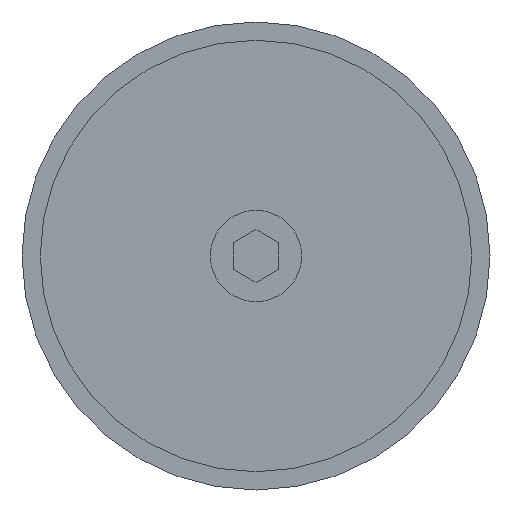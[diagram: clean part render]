
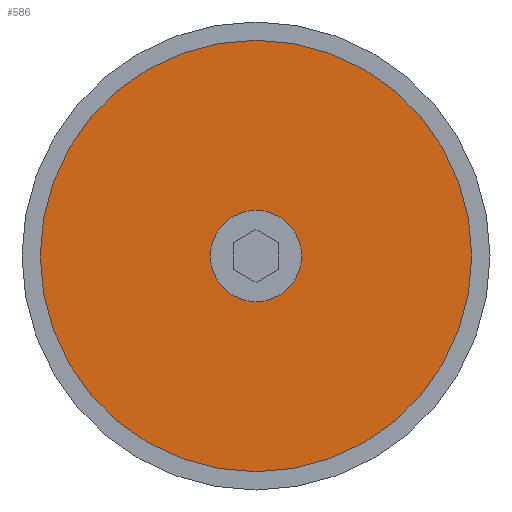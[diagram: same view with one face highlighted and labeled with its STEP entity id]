
A CAD part, front view. The second image highlights one B-rep face of the part: STEP entity #586.
In plain terms, the highlighted planar face has unit normal (0, -1, 0).
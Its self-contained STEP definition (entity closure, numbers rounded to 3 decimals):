
#63 = EDGE_CURVE ( 'NONE', #429, #436, #813, .T. ) ;
#69 = EDGE_CURVE ( 'NONE', #433, #432, #817, .T. ) ;
#224 = DIRECTION ( 'NONE',  ( 0., 0., -1. ) ) ;
#335 = FACE_BOUND ( 'NONE', #445, .T. ) ;
#429 = VERTEX_POINT ( 'NONE', #727 ) ;
#432 = VERTEX_POINT ( 'NONE', #730 ) ;
#433 = VERTEX_POINT ( 'NONE', #731 ) ;
#436 = VERTEX_POINT ( 'NONE', #734 ) ;
#445 = EDGE_LOOP ( 'NONE', ( #611, #607 ) ) ;
#455 = EDGE_LOOP ( 'NONE', ( #595, #623 ) ) ;
#585 = EDGE_CURVE ( 'NONE', #436, #429, #823, .T. ) ;
#586 = ADVANCED_FACE ( 'NONE', ( #903, #335 ), #773, .T. ) ;
#595 = ORIENTED_EDGE ( 'NONE', *, *, #69, .T. ) ;
#607 = ORIENTED_EDGE ( 'NONE', *, *, #585, .F. ) ;
#611 = ORIENTED_EDGE ( 'NONE', *, *, #63, .F. ) ;
#623 = ORIENTED_EDGE ( 'NONE', *, *, #858, .T. ) ;
#699 = CARTESIAN_POINT ( 'NONE',  ( 0., -31., 0. ) ) ;
#700 = DIRECTION ( 'NONE',  ( 0., -1., 0. ) ) ;
#701 = DIRECTION ( 'NONE',  ( 0., 0., -1. ) ) ;
#714 = CARTESIAN_POINT ( 'NONE',  ( 0., -31., 0. ) ) ;
#718 = DIRECTION ( 'NONE',  ( 0., -1., 0. ) ) ;
#719 = DIRECTION ( 'NONE',  ( 0., 0., -1. ) ) ;
#727 = CARTESIAN_POINT ( 'NONE',  ( 0., -31., 4. ) ) ;
#730 = CARTESIAN_POINT ( 'NONE',  ( 0., -31., -18.9 ) ) ;
#731 = CARTESIAN_POINT ( 'NONE',  ( 0., -31., 18.9 ) ) ;
#734 = CARTESIAN_POINT ( 'NONE',  ( 0., -31., -4. ) ) ;
#767 = CARTESIAN_POINT ( 'NONE',  ( 0., -31., 0. ) ) ;
#771 = DIRECTION ( 'NONE',  ( 0., -1., 0. ) ) ;
#772 = DIRECTION ( 'NONE',  ( 0., 0., -1. ) ) ;
#773 = PLANE ( 'NONE',  #901 ) ;
#774 = CARTESIAN_POINT ( 'NONE',  ( 0., -31., 0. ) ) ;
#775 = DIRECTION ( 'NONE',  ( 0., -1., 0. ) ) ;
#776 = DIRECTION ( 'NONE',  ( 0., 0., -1. ) ) ;
#795 = CARTESIAN_POINT ( 'NONE',  ( 0., -31., 0. ) ) ;
#799 = DIRECTION ( 'NONE',  ( 0., -1., 0. ) ) ;
#813 = CIRCLE ( 'NONE', #889, 4. ) ;
#817 = CIRCLE ( 'NONE', #895, 18.9 ) ;
#823 = CIRCLE ( 'NONE', #893, 4. ) ;
#825 = CIRCLE ( 'NONE', #860, 18.9 ) ;
#858 = EDGE_CURVE ( 'NONE', #432, #433, #825, .T. ) ;
#860 = AXIS2_PLACEMENT_3D ( 'NONE', #795, #799, #224 ) ;
#889 = AXIS2_PLACEMENT_3D ( 'NONE', #699, #700, #701 ) ;
#893 = AXIS2_PLACEMENT_3D ( 'NONE', #767, #771, #772 ) ;
#895 = AXIS2_PLACEMENT_3D ( 'NONE', #714, #718, #719 ) ;
#901 = AXIS2_PLACEMENT_3D ( 'NONE', #774, #775, #776 ) ;
#903 = FACE_OUTER_BOUND ( 'NONE', #455, .T. ) ;
